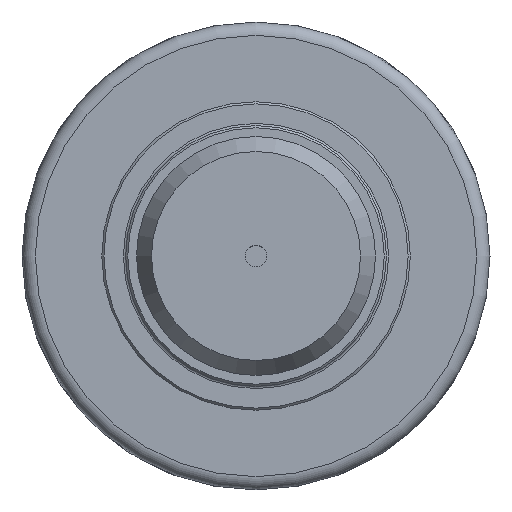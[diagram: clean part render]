
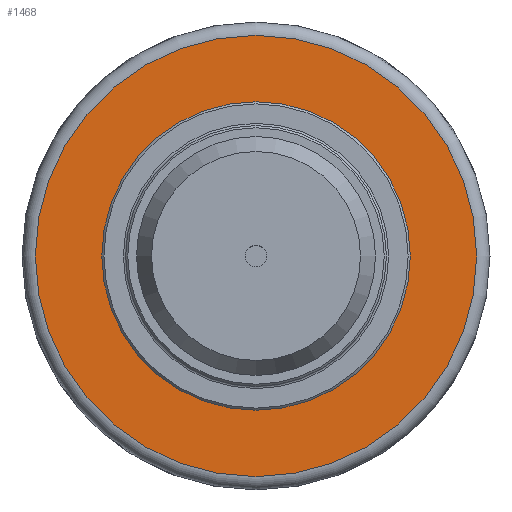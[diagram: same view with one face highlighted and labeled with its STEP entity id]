
A CAD part, left-side view. The second image highlights one B-rep face of the part: STEP entity #1468.
In plain terms, the highlighted planar face has unit normal (-1, 0, 0).
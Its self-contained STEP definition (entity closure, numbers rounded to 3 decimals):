
#77=FACE_BOUND('',#317,.T.);
#120=CIRCLE('',#1603,35.25);
#126=CIRCLE('',#1619,50.772);
#127=CIRCLE('',#1620,50.772);
#223=FACE_OUTER_BOUND('',#316,.T.);
#316=EDGE_LOOP('',(#1235,#1236));
#317=EDGE_LOOP('',(#1237));
#672=VERTEX_POINT('',#2478);
#685=VERTEX_POINT('',#2530);
#686=VERTEX_POINT('',#2531);
#863=EDGE_CURVE('',#672,#672,#120,.T.);
#880=EDGE_CURVE('',#685,#686,#126,.T.);
#881=EDGE_CURVE('',#686,#685,#127,.T.);
#1235=ORIENTED_EDGE('',*,*,#880,.F.);
#1236=ORIENTED_EDGE('',*,*,#881,.F.);
#1237=ORIENTED_EDGE('',*,*,#863,.T.);
#1403=PLANE('',#1618);
#1468=ADVANCED_FACE('',(#223,#77),#1403,.T.);
#1603=AXIS2_PLACEMENT_3D('',#2479,#1963,#1964);
#1618=AXIS2_PLACEMENT_3D('',#2529,#1996,#1997);
#1619=AXIS2_PLACEMENT_3D('',#2532,#1998,#1999);
#1620=AXIS2_PLACEMENT_3D('',#2533,#2000,#2001);
#1963=DIRECTION('center_axis',(1.,0.,0.));
#1964=DIRECTION('ref_axis',(0.,0.,
1.));
#1996=DIRECTION('center_axis',(-1.,0.,0.));
#1997=DIRECTION('ref_axis',(0.,1.,0.));
#1998=DIRECTION('center_axis',(1.,0.,0.));
#1999=DIRECTION('ref_axis',(0.,0.,
1.));
#2000=DIRECTION('center_axis',(1.,0.,0.));
#2001=DIRECTION('ref_axis',(0.,0.,
1.));
#2478=CARTESIAN_POINT('',(33.9,0.,-35.25));
#2479=CARTESIAN_POINT('Origin',(33.9,0.,0.));
#2529=CARTESIAN_POINT('Origin',(33.9,0.,-46.615));
#2530=CARTESIAN_POINT('',(33.9,0.,-50.772));
#2531=CARTESIAN_POINT('',(33.9,50.772,0.));
#2532=CARTESIAN_POINT('Origin',(33.9,0.,0.));
#2533=CARTESIAN_POINT('Origin',(33.9,0.,0.));
